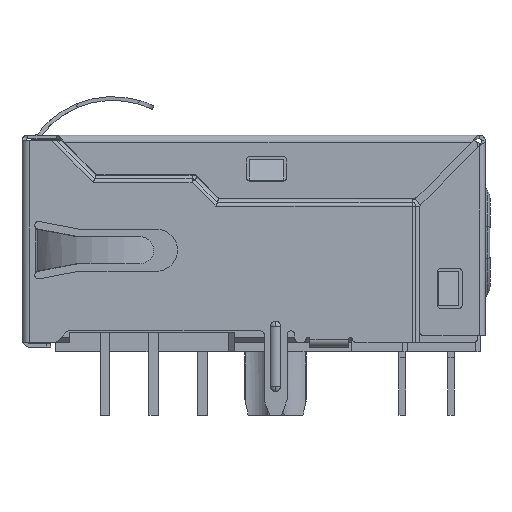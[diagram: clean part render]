
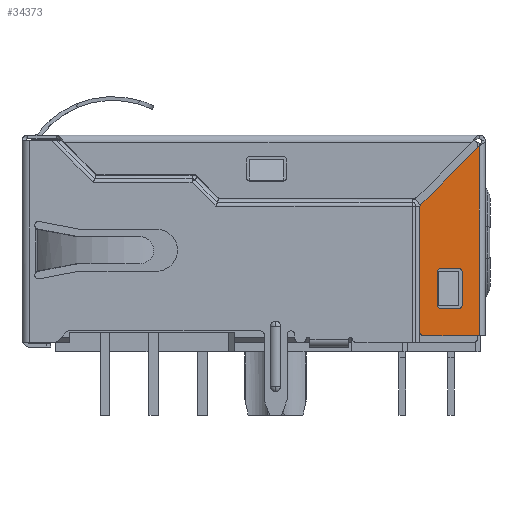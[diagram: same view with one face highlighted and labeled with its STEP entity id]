
A CAD part, left-side view. The second image highlights one B-rep face of the part: STEP entity #34373.
In plain terms, the highlighted planar face has unit normal (-1, 0, 0).
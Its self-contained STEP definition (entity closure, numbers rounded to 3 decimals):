
#161 = EDGE_CURVE ( 'NONE', #79329, #23990, #4308, .T. ) ;
#885 = AXIS2_PLACEMENT_3D ( 'NONE', #88197, #73473, #39910 ) ;
#889 = CARTESIAN_POINT ( 'NONE',  ( 27.558, 0.75, -0.238 ) ) ;
#2182 = ORIENTED_EDGE ( 'NONE', *, *, #30618, .T. ) ;
#2206 = LINE ( 'NONE', #84529, #30576 ) ;
#4034 = CARTESIAN_POINT ( 'NONE',  ( 27.558, -0.15, -3.538 ) ) ;
#4308 = CIRCLE ( 'NONE', #58622, 0.2 ) ;
#4330 = VERTEX_POINT ( 'NONE', #50338 ) ;
#5081 = CARTESIAN_POINT ( 'NONE',  ( 27.558, 0.75, -0.238 ) ) ;
#5621 = CARTESIAN_POINT ( 'NONE',  ( 27.558, 1.85, -0.038 ) ) ;
#6356 = LINE ( 'NONE', #40826, #51472 ) ;
#6749 = VERTEX_POINT ( 'NONE', #71768 ) ;
#8034 = DIRECTION ( 'NONE',  ( -1., 0., 0. ) ) ;
#9537 = DIRECTION ( 'NONE',  ( 1., 0., 0. ) ) ;
#9843 = DIRECTION ( 'NONE',  ( 0., 1., 0. ) ) ;
#10107 = CARTESIAN_POINT ( 'NONE',  ( 27.558, 0.95, -2.138 ) ) ;
#11079 = EDGE_LOOP ( 'NONE', ( #22525, #84255, #72485, #86423, #59109, #20368, #41625, #42776 ) ) ;
#11974 = VERTEX_POINT ( 'NONE', #83031 ) ;
#14024 = CARTESIAN_POINT ( 'NONE',  ( 27.558, 2.75, -3.338 ) ) ;
#14350 = ORIENTED_EDGE ( 'NONE', *, *, #45865, .F. ) ;
#14748 = DIRECTION ( 'NONE',  ( 0., 0., 1. ) ) ;
#15561 = LINE ( 'NONE', #44217, #48493 ) ;
#15789 = VECTOR ( 'NONE', #78538, 1000. ) ;
#15819 = FACE_BOUND ( 'NONE', #11079, .T. ) ;
#16685 = VERTEX_POINT ( 'NONE', #23491 ) ;
#16887 = DIRECTION ( 'NONE',  ( 0., -0.707, 0.707 ) ) ;
#16939 = DIRECTION ( 'NONE',  ( 0., 0., 1. ) ) ;
#17337 = EDGE_CURVE ( 'NONE', #24175, #4330, #40948, .T. ) ;
#19402 = CARTESIAN_POINT ( 'NONE',  ( 27.558, 1.85, -2.138 ) ) ;
#20187 = AXIS2_PLACEMENT_3D ( 'NONE', #49676, #8034, #14748 ) ;
#20368 = ORIENTED_EDGE ( 'NONE', *, *, #68402, .T. ) ;
#20732 = VERTEX_POINT ( 'NONE', #25756 ) ;
#22520 = PLANE ( 'NONE',  #29207 ) ;
#22525 = ORIENTED_EDGE ( 'NONE', *, *, #84232, .F. ) ;
#23150 = EDGE_CURVE ( 'NONE', #55991, #6749, #2206, .T. ) ;
#23491 = CARTESIAN_POINT ( 'NONE',  ( 27.558, -0.15, -3.538 ) ) ;
#23990 = VERTEX_POINT ( 'NONE', #51545 ) ;
#24175 = VERTEX_POINT ( 'NONE', #889 ) ;
#25756 = CARTESIAN_POINT ( 'NONE',  ( 27.558, 2.75, -3.538 ) ) ;
#27392 = CARTESIAN_POINT ( 'NONE',  ( 27.558, 1.85, -1.938 ) ) ;
#27470 = DIRECTION ( 'NONE',  ( 1., 0., 0. ) ) ;
#28069 = EDGE_CURVE ( 'NONE', #31742, #4330, #37674, .T. ) ;
#29207 = AXIS2_PLACEMENT_3D ( 'NONE', #43151, #9537, #83854 ) ;
#29573 = CIRCLE ( 'NONE', #73829, 0.2 ) ;
#30522 = CARTESIAN_POINT ( 'NONE',  ( 27.558, 1.85, -0.038 ) ) ;
#30576 = VECTOR ( 'NONE', #16939, 1000. ) ;
#30618 = EDGE_CURVE ( 'NONE', #16685, #11974, #37391, .T. ) ;
#30660 = VERTEX_POINT ( 'NONE', #50804 ) ;
#31742 = VERTEX_POINT ( 'NONE', #5621 ) ;
#33209 = VERTEX_POINT ( 'NONE', #64474 ) ;
#33687 = ORIENTED_EDGE ( 'NONE', *, *, #75782, .F. ) ;
#34373 = ADVANCED_FACE ( 'NONE', ( #15819, #69980 ), #22520, .F. ) ;
#34626 = DIRECTION ( 'NONE',  ( 0., 0., -1. ) ) ;
#35978 = DIRECTION ( 'NONE',  ( 0., 0.974, 0.225 ) ) ;
#36587 = CARTESIAN_POINT ( 'NONE',  ( 27.558, 0.95, -2.138 ) ) ;
#36867 = CARTESIAN_POINT ( 'NONE',  ( 27.558, 2.95, -3.338 ) ) ;
#37391 = LINE ( 'NONE', #78966, #15789 ) ;
#37442 = DIRECTION ( 'NONE',  ( 0., 1., 0. ) ) ;
#37674 = LINE ( 'NONE', #30522, #76036 ) ;
#39910 = DIRECTION ( 'NONE',  ( 0., -1., 0. ) ) ;
#40392 = DIRECTION ( 'NONE',  ( 0., 0., -1. ) ) ;
#40826 = CARTESIAN_POINT ( 'NONE',  ( 27.558, 2.95, 3.212 ) ) ;
#40948 = CIRCLE ( 'NONE', #885, 0.2 ) ;
#41625 = ORIENTED_EDGE ( 'NONE', *, *, #161, .F. ) ;
#42776 = ORIENTED_EDGE ( 'NONE', *, *, #76558, .T. ) ;
#43151 = CARTESIAN_POINT ( 'NONE',  ( 27.558, 1.4, 1.409 ) ) ;
#44057 = ORIENTED_EDGE ( 'NONE', *, *, #58635, .T. ) ;
#44157 = LINE ( 'NONE', #10107, #59218 ) ;
#44217 = CARTESIAN_POINT ( 'NONE',  ( 27.558, 2.897, 3.309 ) ) ;
#44963 = VERTEX_POINT ( 'NONE', #19402 ) ;
#45241 = VECTOR ( 'NONE', #45842, 1000. ) ;
#45842 = DIRECTION ( 'NONE',  ( 0., 0., -1. ) ) ;
#45865 = EDGE_CURVE ( 'NONE', #30660, #11974, #15561, .T. ) ;
#48493 = VECTOR ( 'NONE', #16887, 1000. ) ;
#49079 = AXIS2_PLACEMENT_3D ( 'NONE', #14024, #27470, #34626 ) ;
#49676 = CARTESIAN_POINT ( 'NONE',  ( 27.558, 1.85, -0.238 ) ) ;
#50338 = CARTESIAN_POINT ( 'NONE',  ( 27.558, 0.95, -0.038 ) ) ;
#50804 = CARTESIAN_POINT ( 'NONE',  ( 27.558, 2.897, 3.309 ) ) ;
#51472 = VECTOR ( 'NONE', #40392, 1000. ) ;
#51545 = CARTESIAN_POINT ( 'NONE',  ( 27.558, 0.75, -1.938 ) ) ;
#55991 = VERTEX_POINT ( 'NONE', #77476 ) ;
#56229 = CIRCLE ( 'NONE', #49079, 0.2 ) ;
#57813 = DIRECTION ( 'NONE',  ( 0., -1., 0. ) ) ;
#58140 = LINE ( 'NONE', #5081, #45241 ) ;
#58622 = AXIS2_PLACEMENT_3D ( 'NONE', #87726, #73876, #61779 ) ;
#58635 = EDGE_CURVE ( 'NONE', #33209, #81044, #6356, .T. ) ;
#58818 = CIRCLE ( 'NONE', #20187, 0.2 ) ;
#59109 = ORIENTED_EDGE ( 'NONE', *, *, #17337, .F. ) ;
#59218 = VECTOR ( 'NONE', #37442, 1000. ) ;
#59636 = EDGE_LOOP ( 'NONE', ( #85180, #44057, #33687, #64073, #2182, #14350 ) ) ;
#60393 = EDGE_CURVE ( 'NONE', #31742, #6749, #58818, .T. ) ;
#61779 = DIRECTION ( 'NONE',  ( 0., 0., -1. ) ) ;
#62538 = VECTOR ( 'NONE', #9843, 1000. ) ;
#64073 = ORIENTED_EDGE ( 'NONE', *, *, #80471, .F. ) ;
#64474 = CARTESIAN_POINT ( 'NONE',  ( 27.558, 2.95, 3.212 ) ) ;
#65358 = LINE ( 'NONE', #4034, #62538 ) ;
#67055 = AXIS2_PLACEMENT_3D ( 'NONE', #27392, #68114, #73507 ) ;
#68114 = DIRECTION ( 'NONE',  ( -1., 0., 0. ) ) ;
#68402 = EDGE_CURVE ( 'NONE', #24175, #23990, #58140, .T. ) ;
#69523 = CARTESIAN_POINT ( 'NONE',  ( 27.558, 2.755, 3.167 ) ) ;
#69980 = FACE_OUTER_BOUND ( 'NONE', #59636, .T. ) ;
#71768 = CARTESIAN_POINT ( 'NONE',  ( 27.558, 2.05, -0.238 ) ) ;
#72485 = ORIENTED_EDGE ( 'NONE', *, *, #60393, .F. ) ;
#73473 = DIRECTION ( 'NONE',  ( -1., 0., 0. ) ) ;
#73507 = DIRECTION ( 'NONE',  ( 0., 1., 0. ) ) ;
#73829 = AXIS2_PLACEMENT_3D ( 'NONE', #69523, #77121, #35978 ) ;
#73876 = DIRECTION ( 'NONE',  ( -1., 0., 0. ) ) ;
#75782 = EDGE_CURVE ( 'NONE', #20732, #81044, #56229, .T. ) ;
#76036 = VECTOR ( 'NONE', #57813, 1000. ) ;
#76558 = EDGE_CURVE ( 'NONE', #79329, #44963, #44157, .T. ) ;
#77121 = DIRECTION ( 'NONE',  ( 1., 0., 0. ) ) ;
#77476 = CARTESIAN_POINT ( 'NONE',  ( 27.558, 2.05, -1.938 ) ) ;
#78538 = DIRECTION ( 'NONE',  ( 0., 0., 1. ) ) ;
#78966 = CARTESIAN_POINT ( 'NONE',  ( 27.558, -0.15, -3.538 ) ) ;
#79329 = VERTEX_POINT ( 'NONE', #36587 ) ;
#79992 = EDGE_CURVE ( 'NONE', #33209, #30660, #29573, .T. ) ;
#80471 = EDGE_CURVE ( 'NONE', #16685, #20732, #65358, .T. ) ;
#81044 = VERTEX_POINT ( 'NONE', #36867 ) ;
#82814 = CIRCLE ( 'NONE', #67055, 0.2 ) ;
#83031 = CARTESIAN_POINT ( 'NONE',  ( 27.558, -0.15, 6.355 ) ) ;
#83854 = DIRECTION ( 'NONE',  ( 0., 1., 0. ) ) ;
#84232 = EDGE_CURVE ( 'NONE', #55991, #44963, #82814, .T. ) ;
#84255 = ORIENTED_EDGE ( 'NONE', *, *, #23150, .T. ) ;
#84529 = CARTESIAN_POINT ( 'NONE',  ( 27.558, 2.05, -1.938 ) ) ;
#85180 = ORIENTED_EDGE ( 'NONE', *, *, #79992, .F. ) ;
#86423 = ORIENTED_EDGE ( 'NONE', *, *, #28069, .T. ) ;
#87726 = CARTESIAN_POINT ( 'NONE',  ( 27.558, 0.95, -1.938 ) ) ;
#88197 = CARTESIAN_POINT ( 'NONE',  ( 27.558, 0.95, -0.238 ) ) ;
